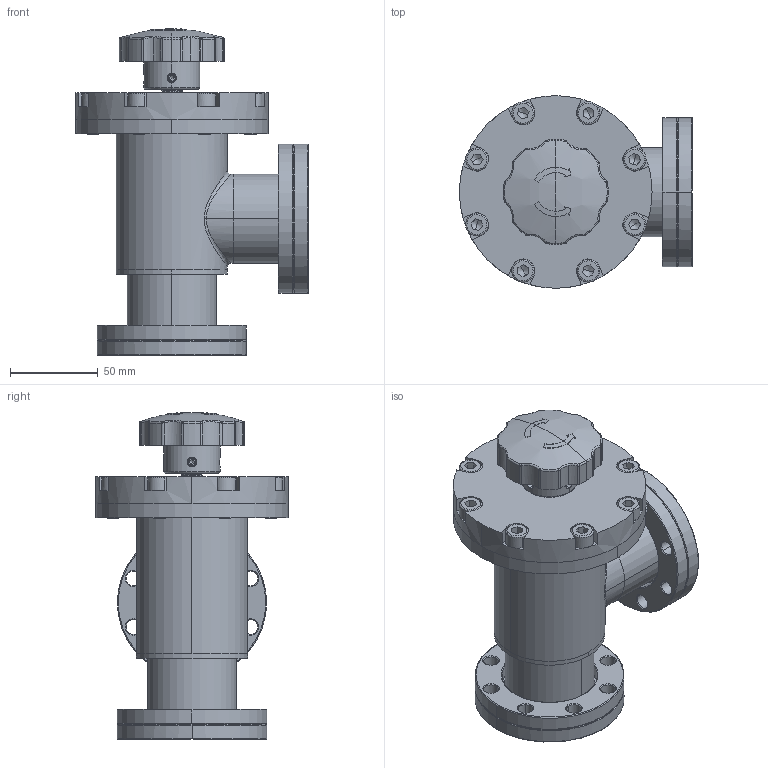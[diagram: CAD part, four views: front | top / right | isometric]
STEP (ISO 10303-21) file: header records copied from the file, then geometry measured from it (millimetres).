
FILE_DESCRIPTION (( 'STEP AP214' ), '1' );
FILE_NAME ('A-200-H-CF_MANUAL_RIGHT_ANGLE_VALVE_ELASTOMER_SEAL.STEP', '2025-07-22T18:48:53', ( '' ), ( '' ), 'SwSTEP 2.0', 'SolidWorks 2023', '' );
FILE_SCHEMA (( 'AUTOMOTIVE_DESIGN' ));
Length unit declared in the file: inch
Products named in the file (1): A-200-H-CF_MANUAL_RIGHT_ANGLE_VALVE_ELASTOMER_SEAL
Bounding box: 133.11 x 110 x 186.78 mm (x, y, z)
Volume: 517579.5 mm3; surface area: 137448.8 mm2
Topology: 1 solids, 1 shells, 568 faces, 1444 edges, 898 vertices
Faces by surface type: cylinder 181, plane 149, cone 120, torus 84, bspline 28, sphere 6
Entity records: 20085 total; most frequent: CARTESIAN_POINT 6397, DIRECTION 3003, ORIENTED_EDGE 2848, EDGE_CURVE 1424, AXIS2_PLACEMENT_3D 1255, VERTEX_POINT 898, CIRCLE 714, EDGE_LOOP 642
